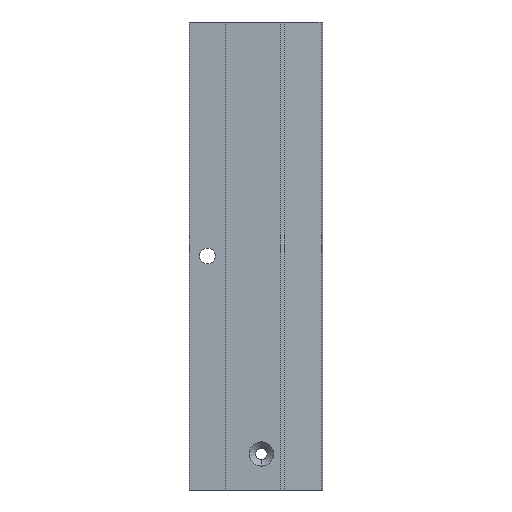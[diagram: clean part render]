
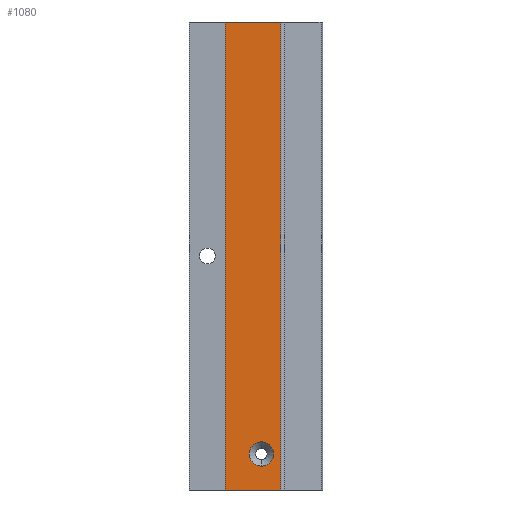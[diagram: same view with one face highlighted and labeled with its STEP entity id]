
A CAD part, left-side view. The second image highlights one B-rep face of the part: STEP entity #1080.
In plain terms, the highlighted planar face has unit normal (-1, 0, 0).
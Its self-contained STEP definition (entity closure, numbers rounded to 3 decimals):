
#9 = VECTOR ( 'NONE', #861, 1000. ) ;
#21 = EDGE_CURVE ( 'NONE', #303, #710, #1042, .T. ) ;
#34 = CARTESIAN_POINT ( 'NONE',  ( -7., 20., 280. ) ) ;
#54 = DIRECTION ( 'NONE',  ( 0., 0., 1. ) ) ;
#59 = DIRECTION ( 'NONE',  ( 0., 0., 1. ) ) ;
#85 = DIRECTION ( 'NONE',  ( -1., 0., 0. ) ) ;
#113 = VECTOR ( 'NONE', #575, 1000. ) ;
#144 = DIRECTION ( 'NONE',  ( 0., 0., 1. ) ) ;
#198 = CARTESIAN_POINT ( 'NONE',  ( -7., 4.621, 280. ) ) ;
#244 = EDGE_LOOP ( 'NONE', ( #2038, #1210, #949, #1906 ) ) ;
#260 = DIRECTION ( 'NONE',  ( 0., -1., 0. ) ) ;
#303 = VERTEX_POINT ( 'NONE', #659 ) ;
#334 = DIRECTION ( 'NONE',  ( 0., 0., -1. ) ) ;
#367 = VERTEX_POINT ( 'NONE', #1428 ) ;
#508 = ORIENTED_EDGE ( 'NONE', *, *, #1970, .F. ) ;
#575 = DIRECTION ( 'NONE',  ( 0., 0., 1. ) ) ;
#659 = CARTESIAN_POINT ( 'NONE',  ( -7., 20., 150. ) ) ;
#663 = VERTEX_POINT ( 'NONE', #34 ) ;
#685 = FACE_OUTER_BOUND ( 'NONE', #244, .T. ) ;
#710 = VERTEX_POINT ( 'NONE', #1819 ) ;
#751 = AXIS2_PLACEMENT_3D ( 'NONE', #1930, #1103, #54 ) ;
#778 = CARTESIAN_POINT ( 'NONE',  ( -7., 7., 280. ) ) ;
#828 = PLANE ( 'NONE',  #1525 ) ;
#839 = CARTESIAN_POINT ( 'NONE',  ( -7., 7., 150. ) ) ;
#861 = DIRECTION ( 'NONE',  ( 0., -1., 0. ) ) ;
#884 = EDGE_CURVE ( 'NONE', #663, #303, #1875, .T. ) ;
#949 = ORIENTED_EDGE ( 'NONE', *, *, #1274, .F. ) ;
#1042 = LINE ( 'NONE', #839, #9 ) ;
#1044 = CARTESIAN_POINT ( 'NONE',  ( -7., 20., 280. ) ) ;
#1049 = CARTESIAN_POINT ( 'NONE',  ( -7., 10., 163.36 ) ) ;
#1066 = VECTOR ( 'NONE', #334, 1000. ) ;
#1080 = ADVANCED_FACE ( 'NONE', ( #1510, #685 ), #828, .T. ) ;
#1103 = DIRECTION ( 'NONE',  ( -1., 0., 0. ) ) ;
#1174 = CARTESIAN_POINT ( 'NONE',  ( -7., 10., 160. ) ) ;
#1184 = VECTOR ( 'NONE', #260, 1000. ) ;
#1210 = ORIENTED_EDGE ( 'NONE', *, *, #1311, .T. ) ;
#1252 = LINE ( 'NONE', #1922, #113 ) ;
#1274 = EDGE_CURVE ( 'NONE', #663, #2095, #1620, .T. ) ;
#1311 = EDGE_CURVE ( 'NONE', #710, #2095, #1252, .T. ) ;
#1355 = EDGE_CURVE ( 'NONE', #1607, #367, #1633, .T. ) ;
#1375 = CARTESIAN_POINT ( 'NONE',  ( -7., 7., 150. ) ) ;
#1428 = CARTESIAN_POINT ( 'NONE',  ( -7., 10., 156.64 ) ) ;
#1510 = FACE_BOUND ( 'NONE', #1683, .T. ) ;
#1525 = AXIS2_PLACEMENT_3D ( 'NONE', #1375, #85, #59 ) ;
#1607 = VERTEX_POINT ( 'NONE', #1049 ) ;
#1620 = LINE ( 'NONE', #778, #1184 ) ;
#1633 = CIRCLE ( 'NONE', #751, 3.36 ) ;
#1683 = EDGE_LOOP ( 'NONE', ( #1850, #508 ) ) ;
#1744 = CIRCLE ( 'NONE', #1884, 3.36 ) ;
#1819 = CARTESIAN_POINT ( 'NONE',  ( -7., 4.621, 150. ) ) ;
#1850 = ORIENTED_EDGE ( 'NONE', *, *, #1355, .F. ) ;
#1875 = LINE ( 'NONE', #1044, #1066 ) ;
#1884 = AXIS2_PLACEMENT_3D ( 'NONE', #1174, #2161, #144 ) ;
#1906 = ORIENTED_EDGE ( 'NONE', *, *, #884, .T. ) ;
#1922 = CARTESIAN_POINT ( 'NONE',  ( -7., 4.621, 150. ) ) ;
#1930 = CARTESIAN_POINT ( 'NONE',  ( -7., 10., 160. ) ) ;
#1970 = EDGE_CURVE ( 'NONE', #367, #1607, #1744, .T. ) ;
#2038 = ORIENTED_EDGE ( 'NONE', *, *, #21, .T. ) ;
#2095 = VERTEX_POINT ( 'NONE', #198 ) ;
#2161 = DIRECTION ( 'NONE',  ( -1., 0., 0. ) ) ;
